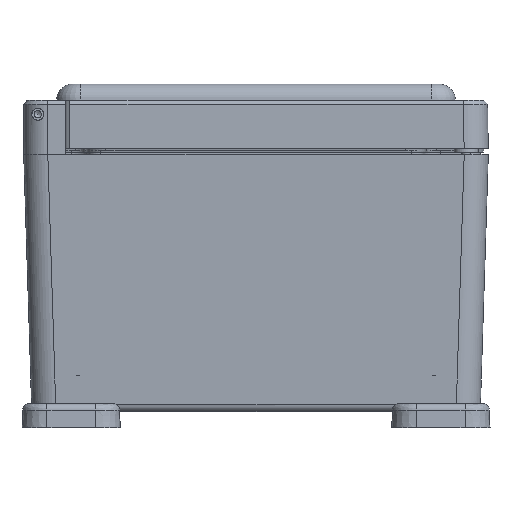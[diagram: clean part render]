
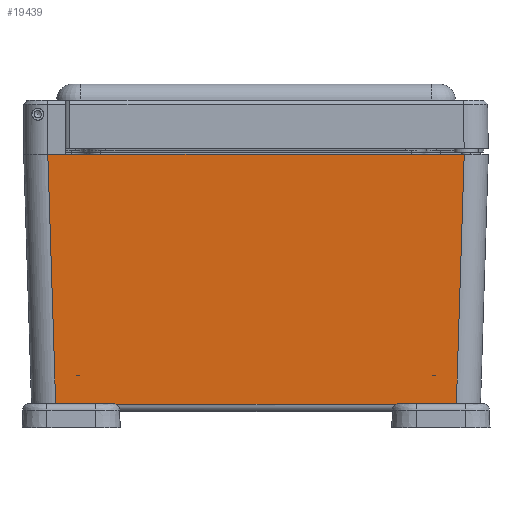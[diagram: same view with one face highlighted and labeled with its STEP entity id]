
A CAD part, left-side view. The second image highlights one B-rep face of the part: STEP entity #19439.
In plain terms, the highlighted planar face has unit normal (-1, 0, -0.031).
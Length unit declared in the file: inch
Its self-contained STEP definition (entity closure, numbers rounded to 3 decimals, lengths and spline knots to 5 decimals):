
#787 = LINE ( 'NONE', #68441, #58558 ) ;
#801 = VERTEX_POINT ( 'NONE', #53340 ) ;
#914 = DIRECTION ( 'NONE',  ( 0.031, 0.031, -0.999 ) ) ;
#3147 = EDGE_CURVE ( 'NONE', #47319, #71684, #787, .T. ) ;
#3454 = DIRECTION ( 'NONE',  ( 0., 1., 0. ) ) ;
#5324 = CARTESIAN_POINT ( 'NONE',  ( -3.64574, 3.25475, 1.57949 ) ) ;
#5602 = LINE ( 'NONE', #21726, #38358 ) ;
#8064 = CARTESIAN_POINT ( 'NONE',  ( -3.52003, -3.4647, -2.42051 ) ) ;
#8304 = DIRECTION ( 'NONE',  ( 0.031, -0.031, -0.999 ) ) ;
#10899 = LINE ( 'NONE', #63988, #36883 ) ;
#11459 = DIRECTION ( 'NONE',  ( 1., 0., 0. ) ) ;
#11714 = DIRECTION ( 'NONE',  ( 0., 0., 1. ) ) ;
#13333 = FACE_OUTER_BOUND ( 'NONE', #38798, .T. ) ;
#14115 = ORIENTED_EDGE ( 'NONE', *, *, #3147, .F. ) ;
#15832 = CARTESIAN_POINT ( 'NONE',  ( -3.64574, 3.25494, 1.57949 ) ) ;
#16897 = CARTESIAN_POINT ( 'NONE',  ( -3.52384, -3.09369, -2.29944 ) ) ;
#17670 = EDGE_CURVE ( 'NONE', #21820, #22028, #38278, .T. ) ;
#19084 = ORIENTED_EDGE ( 'NONE', *, *, #74575, .F. ) ;
#19439 = ADVANCED_FACE ( 'NONE', ( #13333 ), #68858, .T. ) ;
#20946 = CARTESIAN_POINT ( 'NONE',  ( -3.64574, 3.25494, 1.57949 ) ) ;
#21726 = CARTESIAN_POINT ( 'NONE',  ( -3.64574, -3.4647, 1.57949 ) ) ;
#21820 = VERTEX_POINT ( 'NONE', #15832 ) ;
#22028 = VERTEX_POINT ( 'NONE', #5324 ) ;
#24967 = ORIENTED_EDGE ( 'NONE', *, *, #33533, .T. ) ;
#27198 = AXIS2_PLACEMENT_3D ( 'NONE', #37031, #11714, #11459 ) ;
#31634 = DIRECTION ( 'NONE',  ( 0., 1., 0. ) ) ;
#33533 = EDGE_CURVE ( 'NONE', #63256, #22028, #5602, .T. ) ;
#36883 = VECTOR ( 'NONE', #70654, 39.37008 ) ;
#37031 = CARTESIAN_POINT ( 'NONE',  ( -3.27074, 3.25475, 1.57949 ) ) ;
#38278 = CIRCLE ( 'NONE', #27198, 0.375 ) ;
#38358 = VECTOR ( 'NONE', #3454, 39.37008 ) ;
#38798 = EDGE_LOOP ( 'NONE', ( #55013, #45326, #14115, #19084, #76014, #24967 ) ) ;
#39043 = DIRECTION ( 'NONE',  ( -0.031, 0., 1. ) ) ;
#41705 = LINE ( 'NONE', #57705, #68604 ) ;
#41747 = VECTOR ( 'NONE', #8304, 39.37008 ) ;
#42629 = CARTESIAN_POINT ( 'NONE',  ( -3.64574, 2.9735, 1.57949 ) ) ;
#45326 = ORIENTED_EDGE ( 'NONE', *, *, #47544, .T. ) ;
#46596 = LINE ( 'NONE', #20946, #41747 ) ;
#47319 = VERTEX_POINT ( 'NONE', #16897 ) ;
#47544 = EDGE_CURVE ( 'NONE', #21820, #71684, #46596, .T. ) ;
#47566 = EDGE_CURVE ( 'NONE', #801, #63256, #10899, .T. ) ;
#51190 = DIRECTION ( 'NONE',  ( -1., 0., -0.031 ) ) ;
#51757 = CARTESIAN_POINT ( 'NONE',  ( -3.52384, 3.13304, -2.29944 ) ) ;
#53340 = CARTESIAN_POINT ( 'NONE',  ( -3.64574, -3.21559, 1.57949 ) ) ;
#55013 = ORIENTED_EDGE ( 'NONE', *, *, #17670, .F. ) ;
#56775 = AXIS2_PLACEMENT_3D ( 'NONE', #8064, #51190, #39043 ) ;
#57705 = CARTESIAN_POINT ( 'NONE',  ( -3.51697, -3.08682, -2.51804 ) ) ;
#58558 = VECTOR ( 'NONE', #31634, 39.37008 ) ;
#63256 = VERTEX_POINT ( 'NONE', #42629 ) ;
#63988 = CARTESIAN_POINT ( 'NONE',  ( -3.64574, -3.4647, 1.57949 ) ) ;
#68441 = CARTESIAN_POINT ( 'NONE',  ( -3.52384, -1.72251, -2.29944 ) ) ;
#68604 = VECTOR ( 'NONE', #914, 39.37008 ) ;
#68858 = PLANE ( 'NONE',  #56775 ) ;
#70654 = DIRECTION ( 'NONE',  ( 0., 1., 0. ) ) ;
#71684 = VERTEX_POINT ( 'NONE', #51757 ) ;
#74575 = EDGE_CURVE ( 'NONE', #801, #47319, #41705, .T. ) ;
#76014 = ORIENTED_EDGE ( 'NONE', *, *, #47566, .T. ) ;
